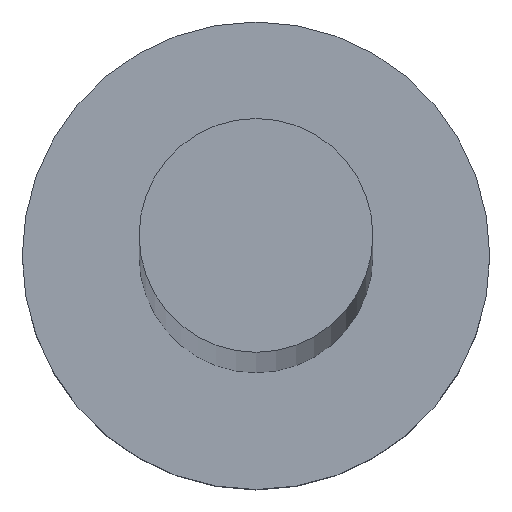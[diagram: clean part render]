
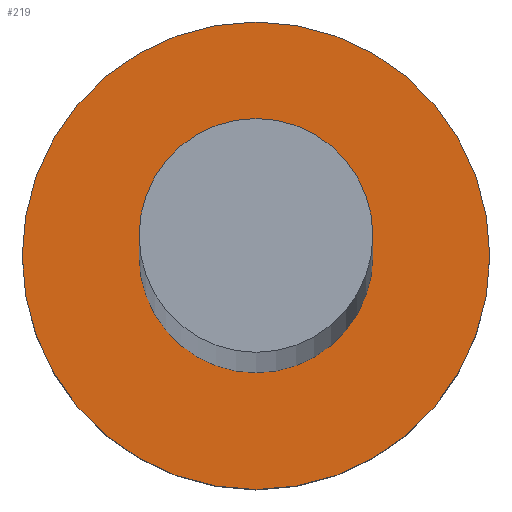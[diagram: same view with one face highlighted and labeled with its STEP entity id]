
A CAD part, top view. The second image highlights one B-rep face of the part: STEP entity #219.
In plain terms, the highlighted planar face has unit normal (0, 0, 1).
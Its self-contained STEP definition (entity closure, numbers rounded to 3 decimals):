
#5 = CARTESIAN_POINT ( 'NONE',  ( 0., 0., 2. ) ) ;
#7 = AXIS2_PLACEMENT_3D ( 'NONE', #42, #9, #27 ) ;
#8 = CARTESIAN_POINT ( 'NONE',  ( -1., 0., 2. ) ) ;
#9 = DIRECTION ( 'NONE',  ( 0., 0., 1. ) ) ;
#24 = CARTESIAN_POINT ( 'NONE',  ( 1., 0., 2. ) ) ;
#27 = DIRECTION ( 'NONE',  ( 1., 0., 0. ) ) ;
#29 = CARTESIAN_POINT ( 'NONE',  ( -2., 0., 2. ) ) ;
#38 = VERTEX_POINT ( 'NONE', #59 ) ;
#42 = CARTESIAN_POINT ( 'NONE',  ( 0., 0., 2. ) ) ;
#59 = CARTESIAN_POINT ( 'NONE',  ( 2., 0., 2. ) ) ;
#60 = AXIS2_PLACEMENT_3D ( 'NONE', #233, #156, #216 ) ;
#61 = FACE_OUTER_BOUND ( 'NONE', #153, .T. ) ;
#64 = DIRECTION ( 'NONE',  ( 1., 0., 0. ) ) ;
#67 = EDGE_CURVE ( 'NONE', #38, #175, #168, .T. ) ;
#70 = ORIENTED_EDGE ( 'NONE', *, *, #67, .T. ) ;
#80 = DIRECTION ( 'NONE',  ( 0., 0., 1. ) ) ;
#83 = DIRECTION ( 'NONE',  ( 1., 0., 0. ) ) ;
#85 = EDGE_LOOP ( 'NONE', ( #197, #230 ) ) ;
#86 = AXIS2_PLACEMENT_3D ( 'NONE', #5, #80, #158 ) ;
#95 = CARTESIAN_POINT ( 'NONE',  ( 0., 0., 2. ) ) ;
#117 = AXIS2_PLACEMENT_3D ( 'NONE', #95, #178, #83 ) ;
#123 = VERTEX_POINT ( 'NONE', #8 ) ;
#124 = ORIENTED_EDGE ( 'NONE', *, *, #192, .T. ) ;
#143 = FACE_BOUND ( 'NONE', #85, .T. ) ;
#147 = CIRCLE ( 'NONE', #7, 1. ) ;
#153 = EDGE_LOOP ( 'NONE', ( #124, #70 ) ) ;
#156 = DIRECTION ( 'NONE',  ( 0., 0., 1. ) ) ;
#158 = DIRECTION ( 'NONE',  ( 1., 0., 0. ) ) ;
#161 = PLANE ( 'NONE',  #117 ) ;
#166 = VERTEX_POINT ( 'NONE', #24 ) ;
#168 = CIRCLE ( 'NONE', #60, 2. ) ;
#175 = VERTEX_POINT ( 'NONE', #29 ) ;
#177 = AXIS2_PLACEMENT_3D ( 'NONE', #200, #223, #64 ) ;
#178 = DIRECTION ( 'NONE',  ( 0., 0., 1. ) ) ;
#192 = EDGE_CURVE ( 'NONE', #175, #38, #220, .T. ) ;
#197 = ORIENTED_EDGE ( 'NONE', *, *, #209, .F. ) ;
#199 = EDGE_CURVE ( 'NONE', #166, #123, #147, .T. ) ;
#200 = CARTESIAN_POINT ( 'NONE',  ( 0., 0., 2. ) ) ;
#209 = EDGE_CURVE ( 'NONE', #123, #166, #234, .T. ) ;
#216 = DIRECTION ( 'NONE',  ( 1., 0., 0. ) ) ;
#219 = ADVANCED_FACE ( 'NONE', ( #143, #61 ), #161, .T. ) ;
#220 = CIRCLE ( 'NONE', #86, 2. ) ;
#223 = DIRECTION ( 'NONE',  ( 0., 0., 1. ) ) ;
#230 = ORIENTED_EDGE ( 'NONE', *, *, #199, .F. ) ;
#233 = CARTESIAN_POINT ( 'NONE',  ( 0., 0., 2. ) ) ;
#234 = CIRCLE ( 'NONE', #177, 1. ) ;
